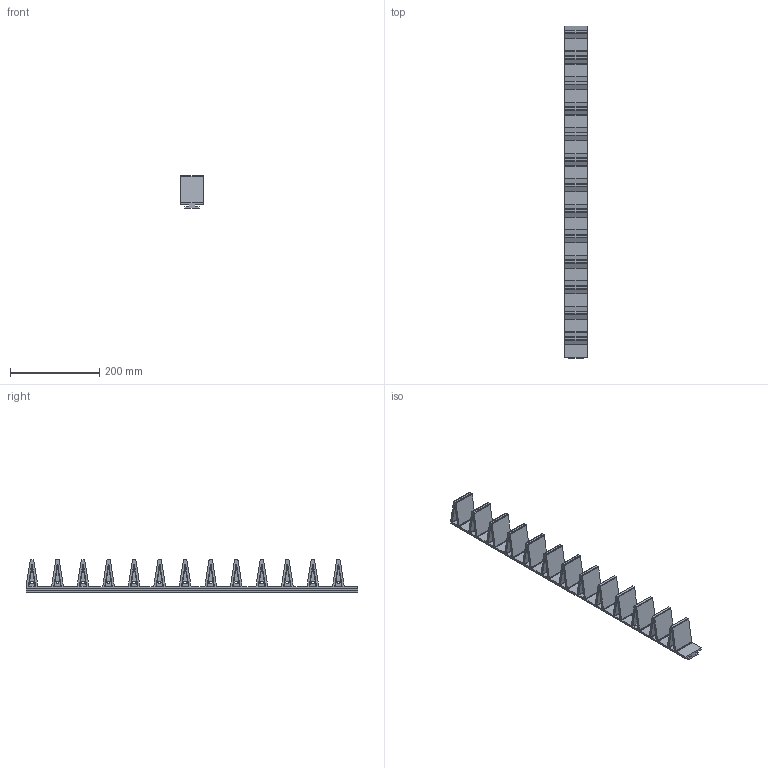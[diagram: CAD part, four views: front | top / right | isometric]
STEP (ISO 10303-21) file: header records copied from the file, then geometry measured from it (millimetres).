
FILE_DESCRIPTION(('CATIA V5 STEP Exchange','CAx-IF Rec.Pracs.--- Model Styling and Organization---1.4--- 2014-01-23'),'2;1');
FILE_NAME('DE882_SEPARATOR_DUNNAGE_2.25 INDEX.stp','2020-05-18T11:55:06+00:00',('none'),('none'),'CATIA Version 5-6 Release 2019 SP3','CATIA V5 STEP AP214 Edition 3 v1','none');
FILE_SCHEMA(('AUTOMOTIVE_DESIGN { 1 0 10303 214 3 1 1 1 }'));
Length unit declared in the file: inch
Products named in the file (1): DE-882
Bounding box: 50.8 x 742.95 x 72.71 mm (x, y, z)
Volume: 708951.5 mm3; surface area: 294383.7 mm2
Topology: 1 solids, 1 shells, 662 faces, 1746 edges, 1008 vertices
Faces by surface type: bspline 389, plane 273
Entity records: 21186 total; most frequent: CARTESIAN_POINT 10109, ORIENTED_EDGE 3284, EDGE_CURVE 1642, VERTEX_POINT 1008, DIRECTION 977, VECTOR 735, LINE 735, EDGE_LOOP 714
